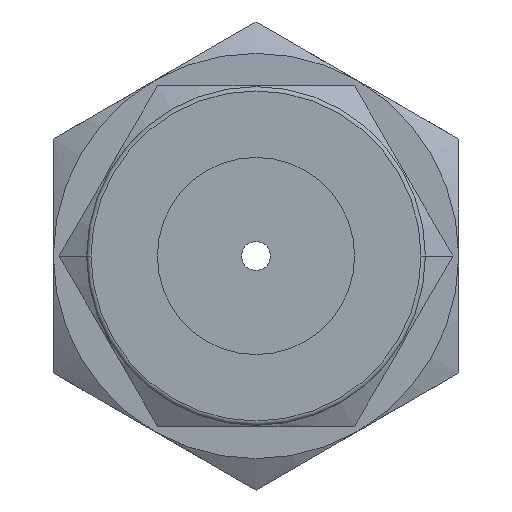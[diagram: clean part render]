
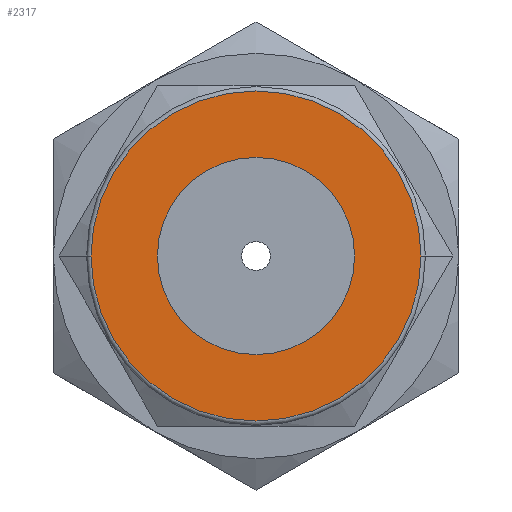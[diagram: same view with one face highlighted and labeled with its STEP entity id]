
A CAD part, left-side view. The second image highlights one B-rep face of the part: STEP entity #2317.
In plain terms, the highlighted face is planar.
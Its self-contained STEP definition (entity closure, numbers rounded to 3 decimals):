
#1911=CARTESIAN_POINT('',(0.,0.,16.5));
#1912=DIRECTION('',(0.,0.,1.));
#1913=DIRECTION('',(-1.,0.,0.));
#1914=AXIS2_PLACEMENT_3D('',#1911,#1912,#1913);
#1926=CARTESIAN_POINT('',(0.,0.,16.5));
#1927=DIRECTION('',(0.,0.,1.));
#1928=DIRECTION('',(-1.,0.,0.));
#1929=AXIS2_PLACEMENT_3D('',#1926,#1927,#1928);
#1931=CARTESIAN_POINT('',(0.,0.,16.5));
#1932=DIRECTION('',(0.,0.,1.));
#1933=DIRECTION('',(1.,0.,0.));
#1934=AXIS2_PLACEMENT_3D('',#1931,#1932,#1933);
#1980=CARTESIAN_POINT('',(0.,0.,16.5));
#1981=DIRECTION('',(0.,0.,1.));
#1982=DIRECTION('',(1.,0.,0.));
#1983=AXIS2_PLACEMENT_3D('',#1980,#1981,#1982);
#2126=CARTESIAN_POINT('',(-3.406,0.,16.5));
#2127=CARTESIAN_POINT('',(3.406,0.,16.5));
#2128=VERTEX_POINT('',#2126);
#2129=VERTEX_POINT('',#2127);
#2130=CARTESIAN_POINT('',(5.7,0.,16.5));
#2131=CARTESIAN_POINT('',(-5.7,0.,16.5));
#2132=VERTEX_POINT('',#2130);
#2133=VERTEX_POINT('',#2131);
#2301=CARTESIAN_POINT('',(0.,0.,16.5));
#2302=DIRECTION('',(0.,0.,1.));
#2303=DIRECTION('',(1.,0.,0.));
#2304=AXIS2_PLACEMENT_3D('',#2301,#2302,#2303);
#2305=PLANE('',#2304);
#2307=ORIENTED_EDGE('',*,*,#2306,.F.);
#2308=ORIENTED_EDGE('',*,*,#2291,.F.);
#2309=EDGE_LOOP('',(#2307,#2308));
#2310=FACE_OUTER_BOUND('',#2309,.F.);
#2312=ORIENTED_EDGE('',*,*,#2311,.T.);
#2314=ORIENTED_EDGE('',*,*,#2313,.T.);
#2315=EDGE_LOOP('',(#2312,#2314));
#2316=FACE_BOUND('',#2315,.F.);
#2317=ADVANCED_FACE('',(#2310,#2316),#2305,.T.);
#1915=CIRCLE('',#1914,5.7);
#1930=CIRCLE('',#1929,3.406);
#1935=CIRCLE('',#1934,3.406);
#1984=CIRCLE('',#1983,5.7);
#2291=EDGE_CURVE('',#2133,#2132,#1915,.T.);
#2306=EDGE_CURVE('',#2132,#2133,#1984,.T.);
#2311=EDGE_CURVE('',#2128,#2129,#1930,.T.);
#2313=EDGE_CURVE('',#2129,#2128,#1935,.T.);
